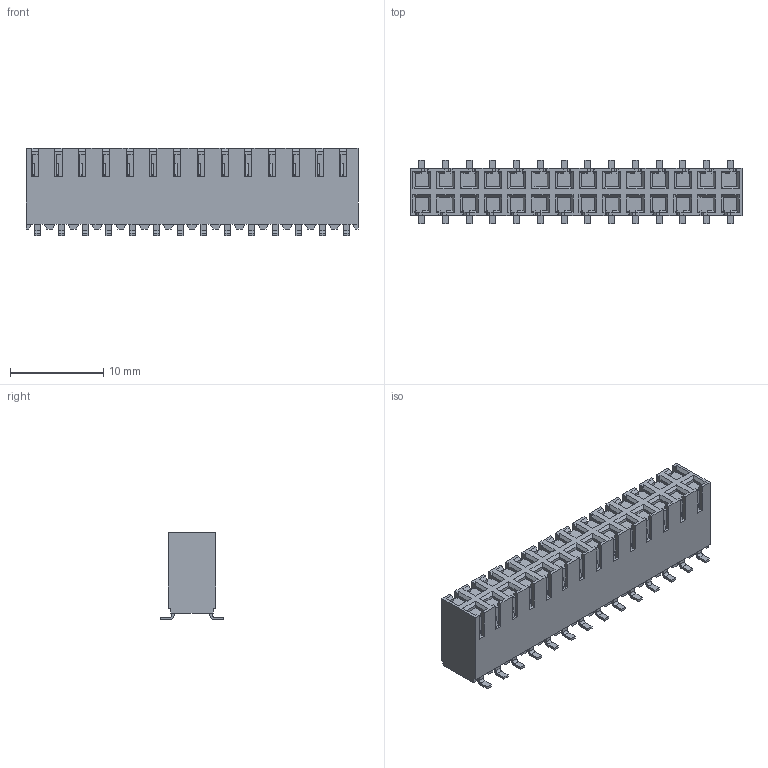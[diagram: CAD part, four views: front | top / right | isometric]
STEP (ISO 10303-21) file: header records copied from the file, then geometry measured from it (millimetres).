
FILE_DESCRIPTION((''),'2;1');
FILE_NAME('015453128','2016-12-06T',('ksrinivasara'),(''),'PRO/ENGINEER BY PARAMETRIC TECHNOLOGY CORPORATION, 2012310','PRO/ENGINEER BY PARAMETRIC TECHNOLOGY CORPORATION, 2012310','');
FILE_SCHEMA(('CONFIG_CONTROL_DESIGN'));
Length unit declared in the file: inch
Products named in the file (1): 015453128
Bounding box: 35.53 x 6.76 x 9.35 mm (x, y, z)
Volume: 1431.9 mm3; surface area: 1363.9 mm2
Topology: 1 solids, 1 shells, 919 faces, 2600 edges, 1724 vertices
Faces by surface type: plane 849, cylinder 56, bspline 14
Entity records: 29223 total; most frequent: CARTESIAN_POINT 5454, ORIENTED_EDGE 4976, DIRECTION 4524, VECTOR 2488, LINE 2488, EDGE_CURVE 2488, VERTEX_POINT 1612, AXIS2_PLACEMENT_3D 1018
